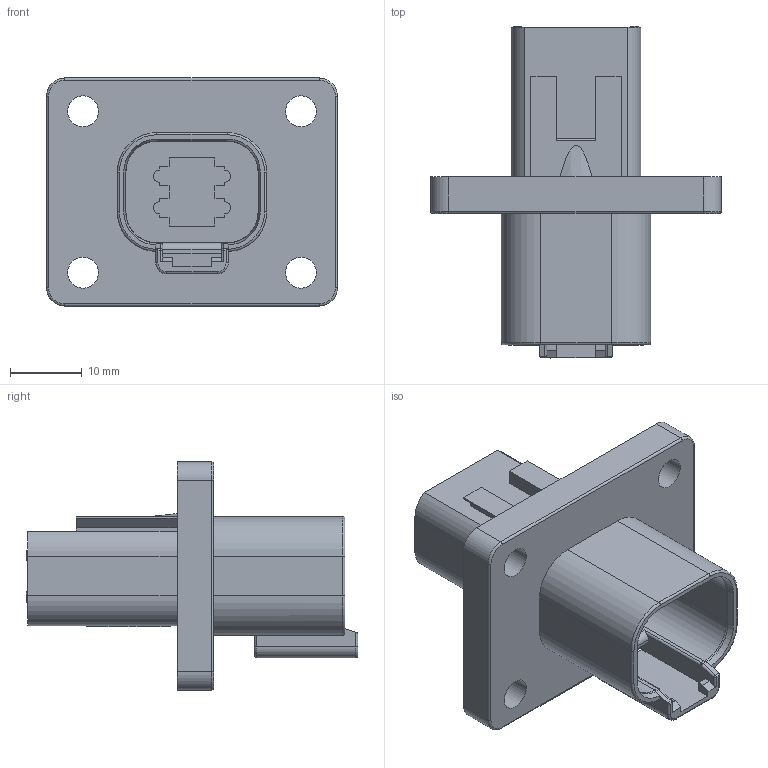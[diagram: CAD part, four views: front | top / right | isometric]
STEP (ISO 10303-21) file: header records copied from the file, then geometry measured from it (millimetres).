
FILE_DESCRIPTION((''),'2;1');
FILE_NAME('C-AT04-4P-CL03_3D','2018-10-25T',('Administrator'),(''),'PRO/ENGINEER BY PARAMETRIC TECHNOLOGY CORPORATION, 2016360','PRO/ENGINEER BY PARAMETRIC TECHNOLOGY CORPORATION, 2016360','');
FILE_SCHEMA(('CONFIG_CONTROL_DESIGN'));
Length unit declared in the file: millimetre
Products named in the file (1): C-AT04-4P-CL03_3D
Bounding box: 40.51 x 46.2 x 31.75 mm (x, y, z)
Volume: 12449.8 mm3; surface area: 7373 mm2
Topology: 1 solids, 1 shells, 876 faces, 2403 edges, 1584 vertices
Faces by surface type: plane 650, extrusion 118, cylinder 75, torus 24, cone 5, sphere 2, bspline 2
Entity records: 28201 total; most frequent: CARTESIAN_POINT 6244, ORIENTED_EDGE 4802, DIRECTION 3953, EDGE_CURVE 2401, VECTOR 2079, LINE 1961, VERTEX_POINT 1584, EDGE_LOOP 943
